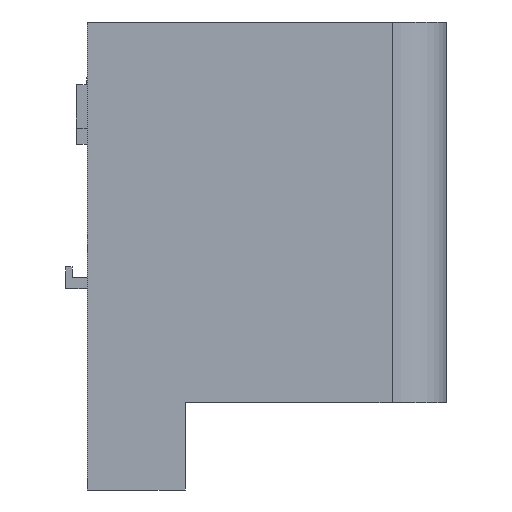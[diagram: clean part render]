
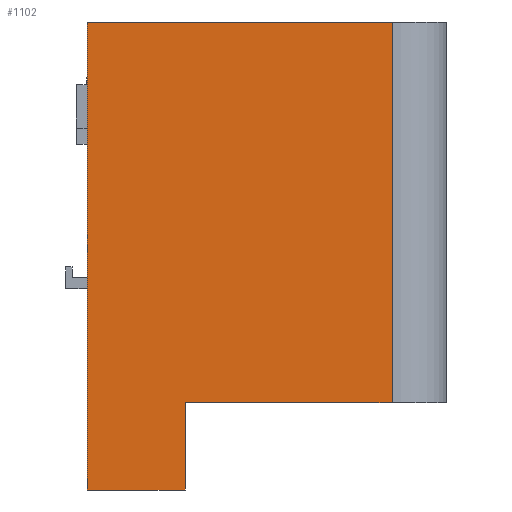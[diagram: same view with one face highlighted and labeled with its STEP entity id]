
A CAD part, left-side view. The second image highlights one B-rep face of the part: STEP entity #1102.
In plain terms, the highlighted planar face has unit normal (-1, 0, 0).
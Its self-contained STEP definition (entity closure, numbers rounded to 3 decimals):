
#1102=ADVANCED_FACE('NONE',(#2326),#2327,.T.);
#2326=FACE_OUTER_BOUND('',#3733,.T.);
#2327=PLANE('',#3734);
#3733=EDGE_LOOP('',(#7185,#7186,#7187,#7188,#7189,#7190));
#3734=AXIS2_PLACEMENT_3D('',#7191,#7192,#7193);
#7185=ORIENTED_EDGE('',*,*,#8125,.T.);
#7186=ORIENTED_EDGE('',*,*,#8112,.T.);
#7187=ORIENTED_EDGE('',*,*,#8995,.T.);
#7188=ORIENTED_EDGE('',*,*,#8997,.T.);
#7189=ORIENTED_EDGE('',*,*,#8998,.T.);
#7190=ORIENTED_EDGE('',*,*,#8254,.T.);
#7191=CARTESIAN_POINT('',(-30.48,-71.12,0.0));
#7192=DIRECTION('',(-1.0,0.,0.0));
#7193=DIRECTION('',(0.0,0.0,1.0));
#8112=EDGE_CURVE('NONE',#9925,#9930,#9932,.T.);
#8125=EDGE_CURVE('NONE',#9953,#9925,#9954,.T.);
#8254=EDGE_CURVE('NONE',#10153,#9953,#10160,.T.);
#8995=EDGE_CURVE('NONE',#9930,#11132,#11134,.T.);
#8997=EDGE_CURVE('NONE',#11132,#11136,#11137,.T.);
#8998=EDGE_CURVE('NONE',#11136,#10153,#11138,.T.);
#9925=VERTEX_POINT('NONE',#12332);
#9930=VERTEX_POINT('NONE',#12338);
#9932=LINE('',#12340,#12341);
#9953=VERTEX_POINT('NONE',#12369);
#9954=LINE('',#12370,#12371);
#10153=VERTEX_POINT('NONE',#12646);
#10160=LINE('',#12659,#12660);
#11132=VERTEX_POINT('NONE',#14014);
#11134=LINE('',#14017,#14018);
#11136=VERTEX_POINT('NONE',#14020);
#11137=LINE('',#14021,#14022);
#11138=LINE('',#14023,#14024);
#12332=CARTESIAN_POINT('',(-30.48,-71.12,0.0));
#12338=CARTESIAN_POINT('',(-30.48,-71.12,88.9));
#12340=CARTESIAN_POINT('',(-30.48,-71.12,0.0));
#12341=VECTOR('',#15029,1000.0);
#12369=CARTESIAN_POINT('',(-30.48,-22.86,0.0));
#12370=CARTESIAN_POINT('',(-30.48,-71.12,0.0));
#12371=VECTOR('',#15049,1000.0);
#12646=CARTESIAN_POINT('',(-30.48,-22.86,-20.32));
#12659=CARTESIAN_POINT('',(-30.48,-22.86,0.0));
#12660=VECTOR('',#15267,1000.0);
#14014=CARTESIAN_POINT('',(-30.48,0.,88.9));
#14017=CARTESIAN_POINT('',(-30.48,-71.12,88.9));
#14018=VECTOR('',#15954,1000.0);
#14020=CARTESIAN_POINT('',(-30.48,0.,-20.32));
#14021=CARTESIAN_POINT('',(-30.48,0.0,0.0));
#14022=VECTOR('',#15955,1000.0);
#14023=CARTESIAN_POINT('',(-30.48,-71.12,-20.32));
#14024=VECTOR('',#15956,1000.0);
#15029=DIRECTION('',(0.0,0.0,1.0));
#15049=DIRECTION('',(0.,-1.0,0.0));
#15267=DIRECTION('',(0.0,0.0,1.0));
#15954=DIRECTION('',(0.,1.0,-0.0));
#15955=DIRECTION('',(-0.0,-0.0,-1.0));
#15956=DIRECTION('',(0.,-1.0,0.0));
